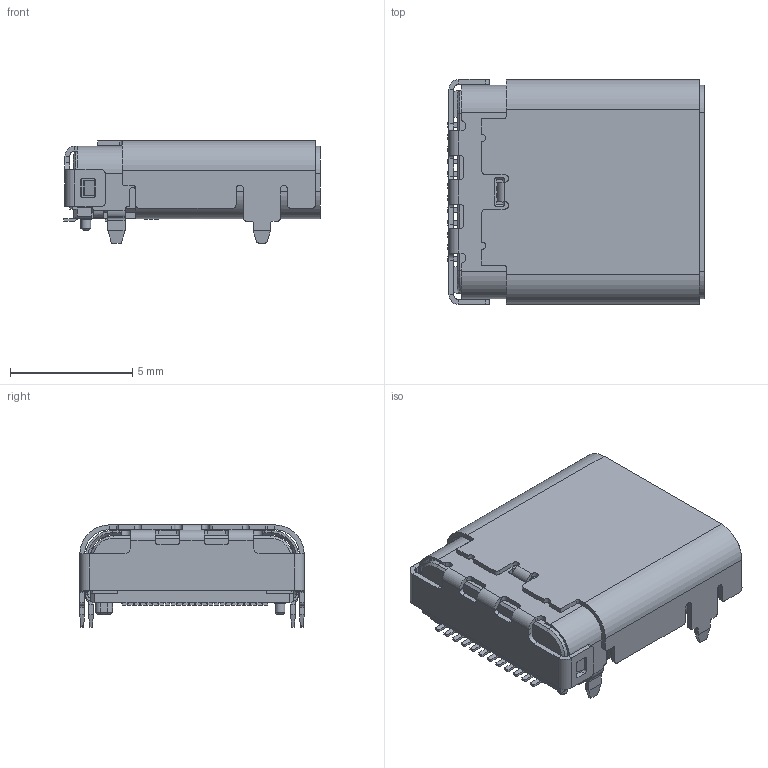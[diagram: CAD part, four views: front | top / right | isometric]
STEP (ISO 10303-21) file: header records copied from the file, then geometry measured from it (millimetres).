
FILE_DESCRIPTION(/* description */ (''),/* implementation_level */ '2;1');
FILE_NAME(/* name */ 'USB0-C_12401610E4.step',/* time_stamp */ '2023-09-02T16:53:39+02:00',/* author */ (''),/* organization */ (''),/* preprocessor_version */ 'ST-DEVELOPER v20',/* originating_system */ 'Autodesk Translation Framework v12.9.0.99',/* authorisation */ '');
FILE_SCHEMA (('AUTOMOTIVE_DESIGN { 1 0 10303 214 3 1 1 }'));
Products named in the file (1): #62492
Bounding box: 10.5 x 9.2 x 4.18 mm (x, y, z)
Volume: 159.1 mm3; surface area: 952.4 mm2
Topology: 1 solids, 13 shells, 1959 faces, 5372 edges, 3362 vertices
Faces by surface type: plane 1356, cylinder 455, torus 73, cone 62, sphere 8, bspline 5
Full cylindrical faces by diameter (mm): 0.4 x1, 0.6 x4
Entity records: 62496 total; most frequent: CARTESIAN_POINT 11955, ORIENTED_EDGE 10730, DIRECTION 10395, EDGE_CURVE 5365, LINE 4027, VECTOR 4027, VERTEX_POINT 3361, AXIS2_PLACEMENT_3D 3184
